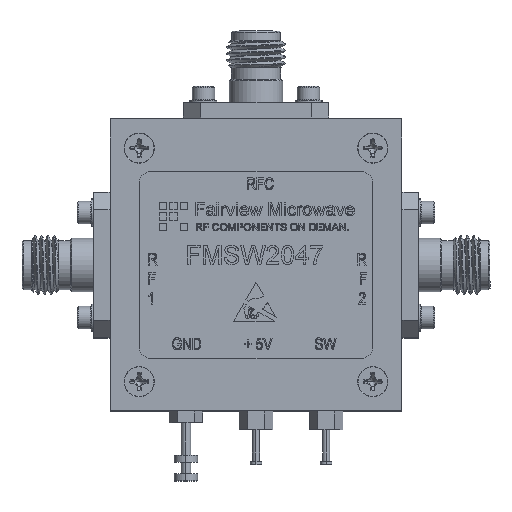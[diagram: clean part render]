
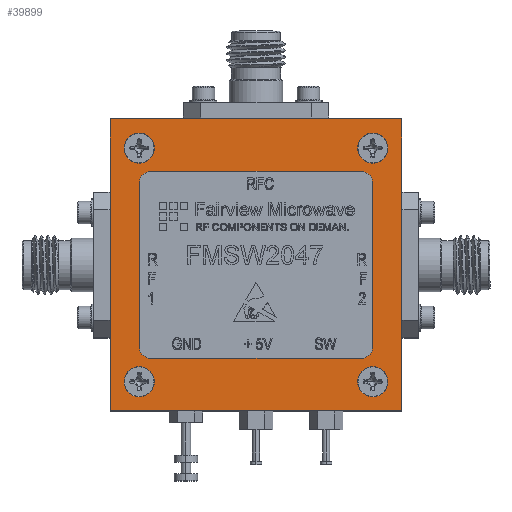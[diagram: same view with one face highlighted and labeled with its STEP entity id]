
A CAD part, top view. The second image highlights one B-rep face of the part: STEP entity #39899.
In plain terms, the highlighted planar face has unit normal (0, 0, 1).
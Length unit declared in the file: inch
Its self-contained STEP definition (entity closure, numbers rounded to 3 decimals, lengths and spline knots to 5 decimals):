
#575 = VERTEX_POINT ( 'NONE', #64201 ) ;
#908 = PLANE ( 'NONE',  #80210 ) ;
#1963 = DIRECTION ( 'NONE',  ( 0., 0., 1. ) ) ;
#3792 = EDGE_CURVE ( 'NONE', #25934, #52328, #39689, .T. ) ;
#5355 = VERTEX_POINT ( 'NONE', #70383 ) ;
#5412 = CARTESIAN_POINT ( 'NONE',  ( 0.4355, 0.5, 0.2815 ) ) ;
#6167 = CARTESIAN_POINT ( 'NONE',  ( -0.4355, 0.5, 0.2815 ) ) ;
#6483 = EDGE_CURVE ( 'NONE', #82254, #50635, #8375, .T. ) ;
#8333 = DIRECTION ( 'NONE',  ( 1., 0., 0. ) ) ;
#8375 = CIRCLE ( 'NONE', #73871, 0.0645 ) ;
#8765 = CARTESIAN_POINT ( 'NONE',  ( -0.5645, 0.5, 0.2815 ) ) ;
#9608 = LINE ( 'NONE', #89685, #39807 ) ;
#9930 = EDGE_LOOP ( 'NONE', ( #80117, #63563 ) ) ;
#10656 = CIRCLE ( 'NONE', #59399, 0.0645 ) ;
#11839 = ORIENTED_EDGE ( 'NONE', *, *, #24815, .F. ) ;
#11856 = CARTESIAN_POINT ( 'NONE',  ( 0.5, 0.5, 0.2815 ) ) ;
#13254 = ORIENTED_EDGE ( 'NONE', *, *, #3792, .T. ) ;
#15018 = DIRECTION ( 'NONE',  ( 0., 0., 1. ) ) ;
#16638 = CARTESIAN_POINT ( 'NONE',  ( 0., 0., 0.2815 ) ) ;
#17030 = ORIENTED_EDGE ( 'NONE', *, *, #6483, .F. ) ;
#17290 = DIRECTION ( 'NONE',  ( 0., -1., 0. ) ) ;
#17563 = EDGE_CURVE ( 'NONE', #45112, #91196, #51757, .T. ) ;
#19628 = VECTOR ( 'NONE', #68185, 39.37008 ) ;
#19676 = DIRECTION ( 'NONE',  ( 0., 0., 1. ) ) ;
#21567 = EDGE_LOOP ( 'NONE', ( #38804, #56069, #13254, #28741 ) ) ;
#21934 = FACE_BOUND ( 'NONE', #84677, .T. ) ;
#22971 = DIRECTION ( 'NONE',  ( 1., 0., 0. ) ) ;
#24387 = AXIS2_PLACEMENT_3D ( 'NONE', #32469, #47730, #83452 ) ;
#24496 = EDGE_CURVE ( 'NONE', #5355, #27863, #43132, .T. ) ;
#24815 = EDGE_CURVE ( 'NONE', #69529, #575, #61365, .T. ) ;
#24819 = CARTESIAN_POINT ( 'NONE',  ( -0.4355, -0.5, 0.2815 ) ) ;
#24916 = DIRECTION ( 'NONE',  ( 0., 1., 0. ) ) ;
#25290 = DIRECTION ( 'NONE',  ( 0., 0., 1. ) ) ;
#25934 = VERTEX_POINT ( 'NONE', #81199 ) ;
#27121 = DIRECTION ( 'NONE',  ( 1., 0., 0. ) ) ;
#27863 = VERTEX_POINT ( 'NONE', #5412 ) ;
#28741 = ORIENTED_EDGE ( 'NONE', *, *, #85023, .T. ) ;
#31029 = CARTESIAN_POINT ( 'NONE',  ( -0.625, -0.625, 0.2815 ) ) ;
#32083 = LINE ( 'NONE', #67844, #50065 ) ;
#32469 = CARTESIAN_POINT ( 'NONE',  ( -0.5, -0.5, 0.2815 ) ) ;
#34996 = EDGE_CURVE ( 'NONE', #27863, #5355, #10656, .T. ) ;
#38804 = ORIENTED_EDGE ( 'NONE', *, *, #84763, .T. ) ;
#39275 = DIRECTION ( 'NONE',  ( 1., 0., 0. ) ) ;
#39689 = LINE ( 'NONE', #59755, #70733 ) ;
#39807 = VECTOR ( 'NONE', #59212, 39.37008 ) ;
#39899 = ADVANCED_FACE ( 'NONE', ( #52883, #21934, #51022, #88168, #60059 ), #908, .F. ) ;
#40018 = EDGE_LOOP ( 'NONE', ( #11839, #66314 ) ) ;
#41180 = DIRECTION ( 'NONE',  ( 0., 0., 1. ) ) ;
#42720 = CARTESIAN_POINT ( 'NONE',  ( 0.5, -0.5, 0.2815 ) ) ;
#43132 = CIRCLE ( 'NONE', #82722, 0.0645 ) ;
#44235 = ORIENTED_EDGE ( 'NONE', *, *, #34996, .F. ) ;
#45112 = VERTEX_POINT ( 'NONE', #24819 ) ;
#45821 = LINE ( 'NONE', #31029, #19628 ) ;
#46194 = AXIS2_PLACEMENT_3D ( 'NONE', #42720, #15018, #8333 ) ;
#46638 = CARTESIAN_POINT ( 'NONE',  ( -0.5645, -0.5, 0.2815 ) ) ;
#47022 = CARTESIAN_POINT ( 'NONE',  ( 0.625, -0.625, 0.2815 ) ) ;
#47057 = EDGE_CURVE ( 'NONE', #50635, #82254, #83594, .T. ) ;
#47466 = CIRCLE ( 'NONE', #93128, 0.0645 ) ;
#47730 = DIRECTION ( 'NONE',  ( 0., 0., 1. ) ) ;
#48112 = DIRECTION ( 'NONE',  ( 1., 0., 0. ) ) ;
#50065 = VECTOR ( 'NONE', #24916, 39.37008 ) ;
#50635 = VERTEX_POINT ( 'NONE', #8765 ) ;
#51022 = FACE_BOUND ( 'NONE', #40018, .T. ) ;
#51757 = CIRCLE ( 'NONE', #24387, 0.0645 ) ;
#52328 = VERTEX_POINT ( 'NONE', #69322 ) ;
#52883 = FACE_BOUND ( 'NONE', #86391, .T. ) ;
#54052 = CARTESIAN_POINT ( 'NONE',  ( 0.5, 0.5, 0.2815 ) ) ;
#54403 = DIRECTION ( 'NONE',  ( 1., 0., 0. ) ) ;
#54826 = CARTESIAN_POINT ( 'NONE',  ( -0.5, 0.5, 0.2815 ) ) ;
#56069 = ORIENTED_EDGE ( 'NONE', *, *, #64851, .T. ) ;
#57912 = EDGE_CURVE ( 'NONE', #575, #69529, #47466, .T. ) ;
#58200 = CARTESIAN_POINT ( 'NONE',  ( 0.5645, -0.5, 0.2815 ) ) ;
#58743 = ORIENTED_EDGE ( 'NONE', *, *, #24496, .F. ) ;
#59212 = DIRECTION ( 'NONE',  ( -1., 0., 0. ) ) ;
#59399 = AXIS2_PLACEMENT_3D ( 'NONE', #54052, #19676, #77856 ) ;
#59755 = CARTESIAN_POINT ( 'NONE',  ( -0.625, -0.625, 0.2815 ) ) ;
#60059 = FACE_OUTER_BOUND ( 'NONE', #21567, .T. ) ;
#61365 = CIRCLE ( 'NONE', #46194, 0.0645 ) ;
#62644 = CARTESIAN_POINT ( 'NONE',  ( -0.5, 0.5, 0.2815 ) ) ;
#63563 = ORIENTED_EDGE ( 'NONE', *, *, #87823, .F. ) ;
#64201 = CARTESIAN_POINT ( 'NONE',  ( 0.4355, -0.5, 0.2815 ) ) ;
#64851 = EDGE_CURVE ( 'NONE', #81337, #25934, #9608, .T. ) ;
#65453 = VERTEX_POINT ( 'NONE', #47022 ) ;
#66273 = DIRECTION ( 'NONE',  ( -1., 0., 0. ) ) ;
#66314 = ORIENTED_EDGE ( 'NONE', *, *, #57912, .F. ) ;
#66856 = AXIS2_PLACEMENT_3D ( 'NONE', #62644, #41180, #39275 ) ;
#67844 = CARTESIAN_POINT ( 'NONE',  ( 0.625, -0.625, 0.2815 ) ) ;
#68185 = DIRECTION ( 'NONE',  ( 1., 0., 0. ) ) ;
#69322 = CARTESIAN_POINT ( 'NONE',  ( -0.625, -0.625, 0.2815 ) ) ;
#69529 = VERTEX_POINT ( 'NONE', #58200 ) ;
#70128 = AXIS2_PLACEMENT_3D ( 'NONE', #88282, #1963, #22971 ) ;
#70383 = CARTESIAN_POINT ( 'NONE',  ( 0.5645, 0.5, 0.2815 ) ) ;
#70733 = VECTOR ( 'NONE', #17290, 39.37008 ) ;
#73871 = AXIS2_PLACEMENT_3D ( 'NONE', #54826, #91034, #27121 ) ;
#76259 = CIRCLE ( 'NONE', #70128, 0.0645 ) ;
#77447 = CARTESIAN_POINT ( 'NONE',  ( 0.625, 0.625, 0.2815 ) ) ;
#77651 = DIRECTION ( 'NONE',  ( 0., 0., 1. ) ) ;
#77856 = DIRECTION ( 'NONE',  ( 1., 0., 0. ) ) ;
#80117 = ORIENTED_EDGE ( 'NONE', *, *, #17563, .F. ) ;
#80210 = AXIS2_PLACEMENT_3D ( 'NONE', #16638, #81033, #66273 ) ;
#81033 = DIRECTION ( 'NONE',  ( 0., 0., -1. ) ) ;
#81199 = CARTESIAN_POINT ( 'NONE',  ( -0.625, 0.625, 0.2815 ) ) ;
#81337 = VERTEX_POINT ( 'NONE', #77447 ) ;
#82254 = VERTEX_POINT ( 'NONE', #6167 ) ;
#82555 = CARTESIAN_POINT ( 'NONE',  ( 0.5, -0.5, 0.2815 ) ) ;
#82722 = AXIS2_PLACEMENT_3D ( 'NONE', #11856, #77651, #48112 ) ;
#83452 = DIRECTION ( 'NONE',  ( 1., 0., 0. ) ) ;
#83594 = CIRCLE ( 'NONE', #66856, 0.0645 ) ;
#83735 = ORIENTED_EDGE ( 'NONE', *, *, #47057, .F. ) ;
#84677 = EDGE_LOOP ( 'NONE', ( #58743, #44235 ) ) ;
#84763 = EDGE_CURVE ( 'NONE', #65453, #81337, #32083, .T. ) ;
#85023 = EDGE_CURVE ( 'NONE', #52328, #65453, #45821, .T. ) ;
#86391 = EDGE_LOOP ( 'NONE', ( #17030, #83735 ) ) ;
#87823 = EDGE_CURVE ( 'NONE', #91196, #45112, #76259, .T. ) ;
#88168 = FACE_BOUND ( 'NONE', #9930, .T. ) ;
#88282 = CARTESIAN_POINT ( 'NONE',  ( -0.5, -0.5, 0.2815 ) ) ;
#89685 = CARTESIAN_POINT ( 'NONE',  ( -0.625, 0.625, 0.2815 ) ) ;
#91034 = DIRECTION ( 'NONE',  ( 0., 0., 1. ) ) ;
#91196 = VERTEX_POINT ( 'NONE', #46638 ) ;
#93128 = AXIS2_PLACEMENT_3D ( 'NONE', #82555, #25290, #54403 ) ;
